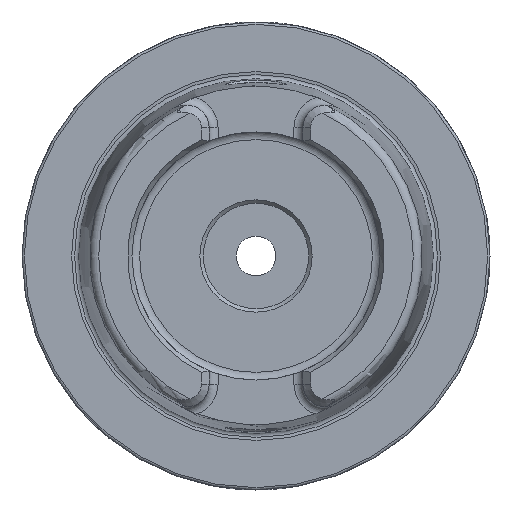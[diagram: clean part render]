
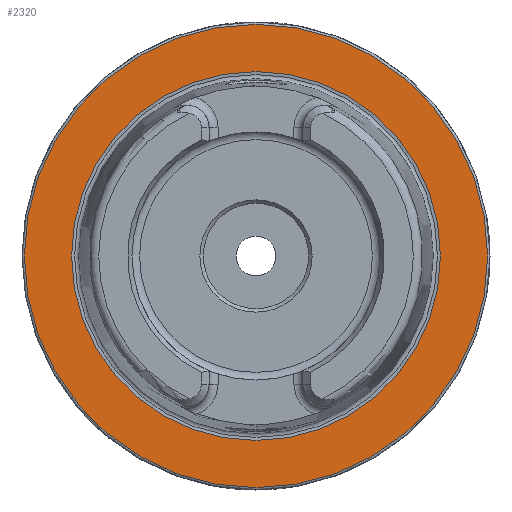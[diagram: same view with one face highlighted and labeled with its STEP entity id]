
A CAD part, left-side view. The second image highlights one B-rep face of the part: STEP entity #2320.
In plain terms, the highlighted planar face has unit normal (-1, 0, 0).
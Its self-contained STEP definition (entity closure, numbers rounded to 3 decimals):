
#936 = EDGE_LOOP ( 'NONE', ( #4085 ) ) ;
#1228 = CIRCLE ( 'NONE', #3814, 49.5 ) ;
#1919 = AXIS2_PLACEMENT_3D ( 'NONE', #5925, #3619, #3512 ) ;
#2048 = VERTEX_POINT ( 'NONE', #2614 ) ;
#2130 = PLANE ( 'NONE',  #6381 ) ;
#2320 = ADVANCED_FACE ( 'NONE', ( #2814, #6411 ), #2130, .F. ) ;
#2614 = CARTESIAN_POINT ( 'NONE',  ( 0., 0., 39.405 ) ) ;
#2765 = CARTESIAN_POINT ( 'NONE',  ( 0., 49.5, 0. ) ) ;
#2814 = FACE_BOUND ( 'NONE', #4764, .T. ) ;
#2820 = DIRECTION ( 'NONE',  ( 0., 0., -1. ) ) ;
#3088 = DIRECTION ( 'NONE',  ( 0., 0., 1. ) ) ;
#3458 = DIRECTION ( 'NONE',  ( 1., 0., 0. ) ) ;
#3512 = DIRECTION ( 'NONE',  ( 0., 0., 1. ) ) ;
#3619 = DIRECTION ( 'NONE',  ( -1., 0., 0. ) ) ;
#3814 = AXIS2_PLACEMENT_3D ( 'NONE', #6202, #6716, #3088 ) ;
#4085 = ORIENTED_EDGE ( 'NONE', *, *, #4097, .T. ) ;
#4097 = EDGE_CURVE ( 'NONE', #5265, #5265, #1228, .T. ) ;
#4764 = EDGE_LOOP ( 'NONE', ( #5173 ) ) ;
#5054 = EDGE_CURVE ( 'NONE', #2048, #2048, #7132, .T. ) ;
#5173 = ORIENTED_EDGE ( 'NONE', *, *, #5054, .F. ) ;
#5265 = VERTEX_POINT ( 'NONE', #6230 ) ;
#5925 = CARTESIAN_POINT ( 'NONE',  ( 0., 0., 0. ) ) ;
#6202 = CARTESIAN_POINT ( 'NONE',  ( 0., 0., 0. ) ) ;
#6230 = CARTESIAN_POINT ( 'NONE',  ( 0., 0., 49.5 ) ) ;
#6381 = AXIS2_PLACEMENT_3D ( 'NONE', #2765, #3458, #2820 ) ;
#6411 = FACE_OUTER_BOUND ( 'NONE', #936, .T. ) ;
#6716 = DIRECTION ( 'NONE',  ( -1., 0., 0. ) ) ;
#7132 = CIRCLE ( 'NONE', #1919, 39.405 ) ;
